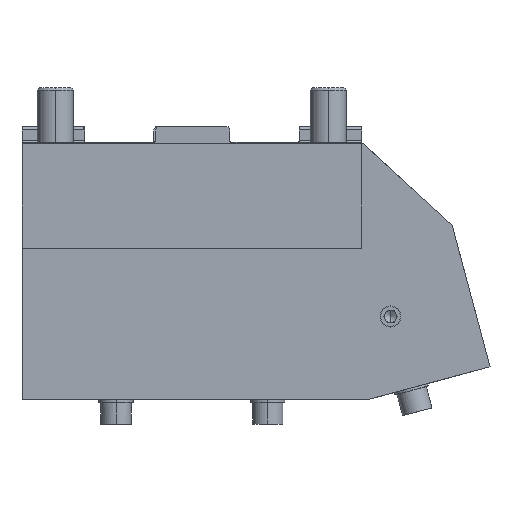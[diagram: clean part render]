
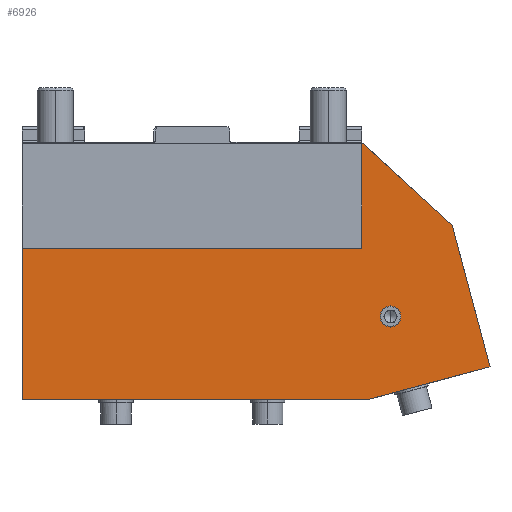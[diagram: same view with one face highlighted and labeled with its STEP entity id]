
A CAD part, left-side view. The second image highlights one B-rep face of the part: STEP entity #6926.
In plain terms, the highlighted planar face has unit normal (-1, 0, 0).
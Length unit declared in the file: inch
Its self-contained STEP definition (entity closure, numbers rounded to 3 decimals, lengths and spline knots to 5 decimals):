
#1211 = DIRECTION ( 'NONE',  ( 0., 0., 1. ) ) ;
#2269 = ORIENTED_EDGE ( 'NONE', *, *, #18289, .F. ) ;
#2692 = CARTESIAN_POINT ( 'NONE',  ( -0.31496, -2.57874, -2.12992 ) ) ;
#3629 = VERTEX_POINT ( 'NONE', #15444 ) ;
#4430 = ORIENTED_EDGE ( 'NONE', *, *, #8063, .F. ) ;
#4767 = EDGE_CURVE ( 'NONE', #4886, #18930, #10307, .T. ) ;
#4886 = VERTEX_POINT ( 'NONE', #26927 ) ;
#6351 = EDGE_LOOP ( 'NONE', ( #28371, #2269 ) ) ;
#6794 = LINE ( 'NONE', #19151, #24481 ) ;
#6926 = ADVANCED_FACE ( 'NONE', ( #16086, #39581 ), #6967, .F. ) ;
#6967 = PLANE ( 'NONE',  #29493 ) ;
#8007 = EDGE_CURVE ( 'NONE', #27712, #4886, #16569, .T. ) ;
#8063 = EDGE_CURVE ( 'NONE', #3629, #9149, #24699, .T. ) ;
#8403 = ORIENTED_EDGE ( 'NONE', *, *, #8007, .F. ) ;
#8665 = CARTESIAN_POINT ( 'NONE',  ( -0.31496, -3.37573, -1.07303 ) ) ;
#9149 = VERTEX_POINT ( 'NONE', #26460 ) ;
#9339 = DIRECTION ( 'NONE',  ( 0., 0., 1. ) ) ;
#9966 = DIRECTION ( 'NONE',  ( 0., 1., 0. ) ) ;
#9987 = DIRECTION ( 'NONE',  ( 1., 0., 0. ) ) ;
#10307 = LINE ( 'NONE', #20046, #21361 ) ;
#11803 = EDGE_CURVE ( 'NONE', #40163, #37933, #31794, .T. ) ;
#13405 = ORIENTED_EDGE ( 'NONE', *, *, #36541, .F. ) ;
#13748 = AXIS2_PLACEMENT_3D ( 'NONE', #23300, #36888, #39704 ) ;
#14479 = DIRECTION ( 'NONE',  ( 0., -0.737, -0.676 ) ) ;
#15348 = CIRCLE ( 'NONE', #29797, 0.13386 ) ;
#15444 = CARTESIAN_POINT ( 'NONE',  ( -0.31496, -2.20472, -1.37795 ) ) ;
#16086 = FACE_BOUND ( 'NONE', #6351, .T. ) ;
#16260 = ORIENTED_EDGE ( 'NONE', *, *, #40202, .F. ) ;
#16569 = LINE ( 'NONE', #31175, #27544 ) ;
#18289 = EDGE_CURVE ( 'NONE', #29926, #27410, #15348, .T. ) ;
#18638 = DIRECTION ( 'NONE',  ( 0., -0.259, -0.966 ) ) ;
#18875 = CARTESIAN_POINT ( 'NONE',  ( -0.31496, -2.57874, -2.26378 ) ) ;
#18930 = VERTEX_POINT ( 'NONE', #27798 ) ;
#19151 = CARTESIAN_POINT ( 'NONE',  ( -0.31496, -3.8699, -2.9173 ) ) ;
#19593 = ORIENTED_EDGE ( 'NONE', *, *, #26839, .T. ) ;
#19784 = DIRECTION ( 'NONE',  ( 0., 1., 0. ) ) ;
#20046 = CARTESIAN_POINT ( 'NONE',  ( -0.31496, 2.20472, 0.19685 ) ) ;
#20209 = DIRECTION ( 'NONE',  ( 0., 0., 1. ) ) ;
#21361 = VECTOR ( 'NONE', #1211, 39.37008 ) ;
#23169 = DIRECTION ( 'NONE',  ( 0., 0., -1. ) ) ;
#23300 = CARTESIAN_POINT ( 'NONE',  ( -0.31496, -2.57874, -2.26378 ) ) ;
#24481 = VECTOR ( 'NONE', #39007, 39.37008 ) ;
#24699 = LINE ( 'NONE', #36614, #31673 ) ;
#24724 = VECTOR ( 'NONE', #9966, 39.37008 ) ;
#24826 = CARTESIAN_POINT ( 'NONE',  ( -0.31496, -2.20472, 0. ) ) ;
#26460 = CARTESIAN_POINT ( 'NONE',  ( -0.31496, -2.20472, 0. ) ) ;
#26839 = EDGE_CURVE ( 'NONE', #3629, #18930, #39558, .T. ) ;
#26927 = CARTESIAN_POINT ( 'NONE',  ( -0.31496, 2.20472, -3.34646 ) ) ;
#27357 = EDGE_LOOP ( 'NONE', ( #4430, #19593, #33866, #8403, #16260, #30348, #13405 ) ) ;
#27410 = VERTEX_POINT ( 'NONE', #2692 ) ;
#27544 = VECTOR ( 'NONE', #19784, 39.37008 ) ;
#27712 = VERTEX_POINT ( 'NONE', #34848 ) ;
#27798 = CARTESIAN_POINT ( 'NONE',  ( -0.31496, 2.20472, -1.37795 ) ) ;
#28371 = ORIENTED_EDGE ( 'NONE', *, *, #34139, .F. ) ;
#29493 = AXIS2_PLACEMENT_3D ( 'NONE', #39179, #9987, #23169 ) ;
#29587 = CIRCLE ( 'NONE', #13748, 0.13386 ) ;
#29797 = AXIS2_PLACEMENT_3D ( 'NONE', #18875, #36683, #9339 ) ;
#29926 = VERTEX_POINT ( 'NONE', #31317 ) ;
#30348 = ORIENTED_EDGE ( 'NONE', *, *, #11803, .F. ) ;
#30868 = LINE ( 'NONE', #24826, #33484 ) ;
#31175 = CARTESIAN_POINT ( 'NONE',  ( -0.31496, -4.09449, -3.34646 ) ) ;
#31317 = CARTESIAN_POINT ( 'NONE',  ( -0.31496, -2.57874, -2.39764 ) ) ;
#31673 = VECTOR ( 'NONE', #20209, 39.37008 ) ;
#31729 = CARTESIAN_POINT ( 'NONE',  ( -0.31496, -3.8699, -2.9173 ) ) ;
#31794 = LINE ( 'NONE', #8665, #42767 ) ;
#32461 = CARTESIAN_POINT ( 'NONE',  ( -0.31496, -4.09449, -1.37795 ) ) ;
#33484 = VECTOR ( 'NONE', #14479, 39.37008 ) ;
#33866 = ORIENTED_EDGE ( 'NONE', *, *, #4767, .F. ) ;
#34139 = EDGE_CURVE ( 'NONE', #27410, #29926, #29587, .T. ) ;
#34848 = CARTESIAN_POINT ( 'NONE',  ( -0.31496, -2.26825, -3.34646 ) ) ;
#35768 = CARTESIAN_POINT ( 'NONE',  ( -0.31496, -3.37573, -1.07303 ) ) ;
#36541 = EDGE_CURVE ( 'NONE', #9149, #40163, #30868, .T. ) ;
#36614 = CARTESIAN_POINT ( 'NONE',  ( -0.31496, -2.20472, -3.34646 ) ) ;
#36683 = DIRECTION ( 'NONE',  ( -1., 0., 0. ) ) ;
#36888 = DIRECTION ( 'NONE',  ( -1., 0., 0. ) ) ;
#37933 = VERTEX_POINT ( 'NONE', #31729 ) ;
#39007 = DIRECTION ( 'NONE',  ( 0., 0.966, -0.259 ) ) ;
#39179 = CARTESIAN_POINT ( 'NONE',  ( -0.31496, -4.09449, -3.34646 ) ) ;
#39558 = LINE ( 'NONE', #32461, #24724 ) ;
#39581 = FACE_OUTER_BOUND ( 'NONE', #27357, .T. ) ;
#39704 = DIRECTION ( 'NONE',  ( 0., 0., 1. ) ) ;
#40163 = VERTEX_POINT ( 'NONE', #35768 ) ;
#40202 = EDGE_CURVE ( 'NONE', #37933, #27712, #6794, .T. ) ;
#42767 = VECTOR ( 'NONE', #18638, 39.37008 ) ;
